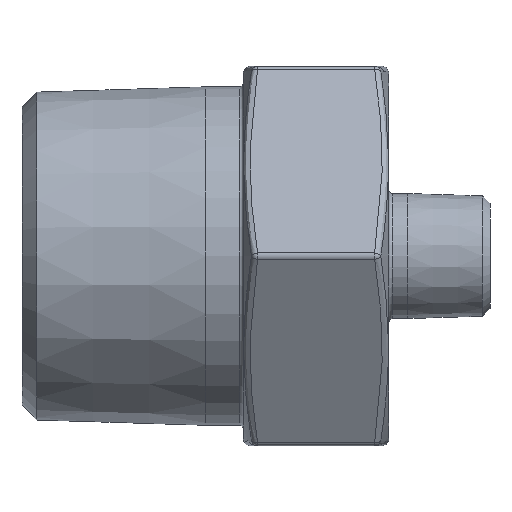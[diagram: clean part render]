
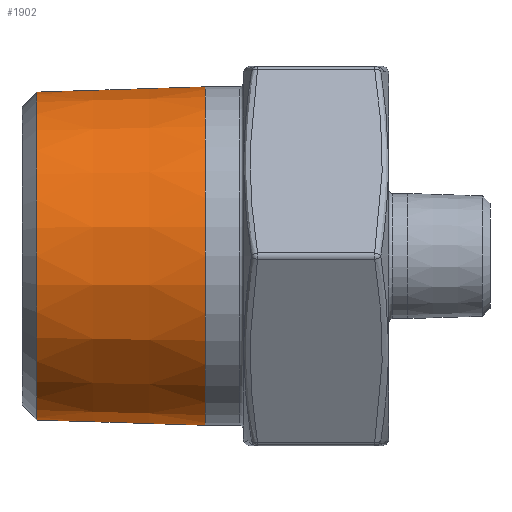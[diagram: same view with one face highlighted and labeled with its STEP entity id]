
A CAD part, front view. The second image highlights one B-rep face of the part: STEP entity #1902.
In plain terms, the highlighted conical face has half-angle 1.79 degrees and reference radius 13.22 mm.
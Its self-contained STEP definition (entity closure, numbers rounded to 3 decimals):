
#90 = CARTESIAN_POINT ( 'NONE',  ( 1.161, 0., 0. ) ) ;
#137 = FACE_BOUND ( 'NONE', #3949, .T. ) ;
#247 = VERTEX_POINT ( 'NONE', #11832 ) ;
#1902 = ADVANCED_FACE ( 'NONE', ( #137, #12846 ), #11306, .T. ) ;
#2682 = VERTEX_POINT ( 'NONE', #10914 ) ;
#3386 = EDGE_CURVE ( 'NONE', #247, #247, #11350, .T. ) ;
#3905 = DIRECTION ( 'NONE',  ( 1., 0., 0. ) ) ;
#3949 = EDGE_LOOP ( 'NONE', ( #9507 ) ) ;
#4555 = EDGE_CURVE ( 'NONE', #2682, #2682, #12093, .T. ) ;
#4654 = CARTESIAN_POINT ( 'NONE',  ( 9.5, 0., 0. ) ) ;
#4720 = AXIS2_PLACEMENT_3D ( 'NONE', #90, #3905, #11827 ) ;
#5875 = ORIENTED_EDGE ( 'NONE', *, *, #4555, .T. ) ;
#6943 = DIRECTION ( 'NONE',  ( 0., 0., -1. ) ) ;
#7091 = DIRECTION ( 'NONE',  ( 1., 0., 0. ) ) ;
#7374 = EDGE_LOOP ( 'NONE', ( #5875 ) ) ;
#9321 = AXIS2_PLACEMENT_3D ( 'NONE', #4654, #7091, #6943 ) ;
#9329 = DIRECTION ( 'NONE',  ( -1., 0., 0. ) ) ;
#9507 = ORIENTED_EDGE ( 'NONE', *, *, #3386, .T. ) ;
#10731 = CARTESIAN_POINT ( 'NONE',  ( 14.5, 0., 0. ) ) ;
#10914 = CARTESIAN_POINT ( 'NONE',  ( 14.5, 0., 13.377 ) ) ;
#11306 = CONICAL_SURFACE ( 'NONE', #9321, 13.22, 0.031 ) ;
#11350 = CIRCLE ( 'NONE', #4720, 12.96 ) ;
#11827 = DIRECTION ( 'NONE',  ( 0., 0., 1. ) ) ;
#11832 = CARTESIAN_POINT ( 'NONE',  ( 1.161, 0., 12.96 ) ) ;
#12093 = CIRCLE ( 'NONE', #12346, 13.377 ) ;
#12346 = AXIS2_PLACEMENT_3D ( 'NONE', #10731, #9329, #12857 ) ;
#12846 = FACE_OUTER_BOUND ( 'NONE', #7374, .T. ) ;
#12857 = DIRECTION ( 'NONE',  ( 0., 0., 1. ) ) ;
